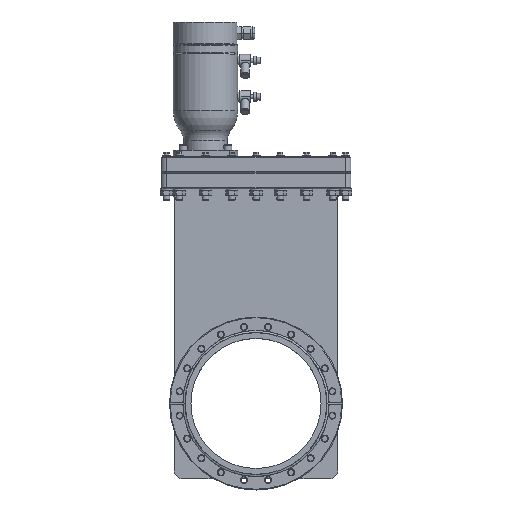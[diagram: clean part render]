
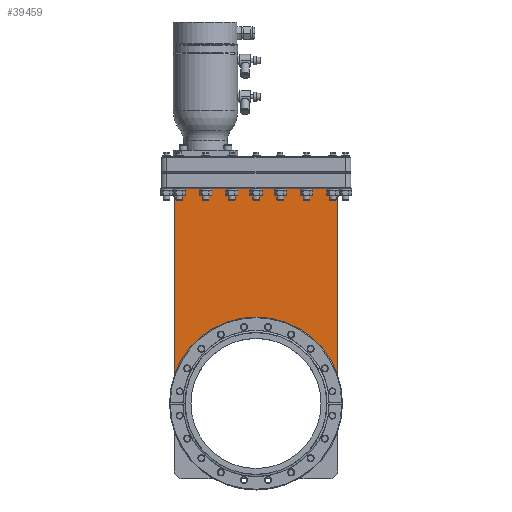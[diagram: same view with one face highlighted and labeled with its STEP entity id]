
A CAD part, top view. The second image highlights one B-rep face of the part: STEP entity #39459.
In plain terms, the highlighted planar face has unit normal (0, 0, 1).
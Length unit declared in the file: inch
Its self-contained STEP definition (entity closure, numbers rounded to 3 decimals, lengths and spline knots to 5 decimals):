
#14407=DIRECTION('',(0.,-1.,0.));
#14408=VECTOR('',#14407,8.71842);
#14409=CARTESIAN_POINT('',(3.775,9.898,0.7025));
#14410=LINE('',#14409,#14408);
#14411=CARTESIAN_POINT('',(0.,0.,0.7025));
#14412=DIRECTION('',(0.,0.,-1.));
#14413=DIRECTION('',(0.,1.,0.));
#14414=AXIS2_PLACEMENT_3D('',#14411,#14412,#14413);
#14416=CARTESIAN_POINT('',(0.,0.,0.7025));
#14417=DIRECTION('',(0.,0.,1.));
#14418=DIRECTION('',(0.,1.,0.));
#14419=AXIS2_PLACEMENT_3D('',#14416,#14417,#14418);
#14421=DIRECTION('',(0.,1.,0.));
#14422=VECTOR('',#14421,8.71842);
#14423=CARTESIAN_POINT('',(-3.775,1.17958,0.7025));
#14424=LINE('',#14423,#14422);
#14425=DIRECTION('',(1.,0.,0.));
#14426=VECTOR('',#14425,7.55);
#14427=CARTESIAN_POINT('',(-3.775,9.898,0.7025));
#14428=LINE('',#14427,#14426);
#16107=CARTESIAN_POINT('',(-3.775,9.898,0.7025));
#16108=CARTESIAN_POINT('',(3.775,9.898,0.7025));
#16109=VERTEX_POINT('',#16107);
#16110=VERTEX_POINT('',#16108);
#16231=CARTESIAN_POINT('',(3.775,1.17958,0.7025));
#16233=VERTEX_POINT('',#16231);
#16242=CARTESIAN_POINT('',(-3.775,1.17958,0.7025));
#16244=VERTEX_POINT('',#16242);
#16301=CARTESIAN_POINT('',(0.,3.955,0.7025));
#16302=VERTEX_POINT('',#16301);
#39447=CARTESIAN_POINT('',(0.,0.,0.7025));
#39448=DIRECTION('',(0.,0.,1.));
#39449=DIRECTION('',(1.,0.,0.));
#39450=AXIS2_PLACEMENT_3D('',#39447,#39448,#39449);
#39451=PLANE('',#39450);
#39452=ORIENTED_EDGE('',*,*,#38279,.T.);
#39453=ORIENTED_EDGE('',*,*,#39442,.F.);
#39454=ORIENTED_EDGE('',*,*,#39369,.T.);
#39455=ORIENTED_EDGE('',*,*,#19982,.T.);
#39456=ORIENTED_EDGE('',*,*,#20210,.T.);
#39457=EDGE_LOOP('',(#39452,#39453,#39454,#39455,#39456));
#39458=FACE_OUTER_BOUND('',#39457,.F.);
#14415=CIRCLE('',#14414,3.955);
#14420=CIRCLE('',#14419,3.955);
#19982=EDGE_CURVE('',#16244,#16109,#14424,.T.);
#20210=EDGE_CURVE('',#16109,#16110,#14428,.T.);
#38279=EDGE_CURVE('',#16110,#16233,#14410,.T.);
#39369=EDGE_CURVE('',#16302,#16244,#14420,.T.);
#39442=EDGE_CURVE('',#16302,#16233,#14415,.T.);
#39459=ADVANCED_FACE('',(#39458),#39451,.T.);
